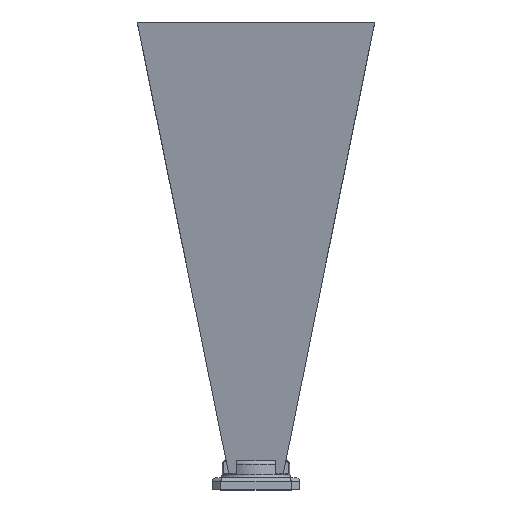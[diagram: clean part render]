
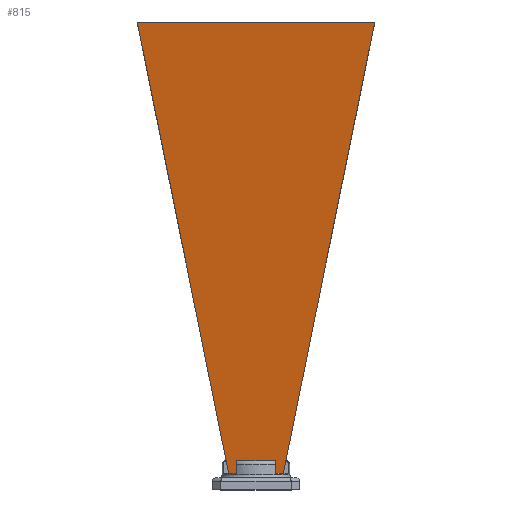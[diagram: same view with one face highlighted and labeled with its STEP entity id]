
A CAD part, top view. The second image highlights one B-rep face of the part: STEP entity #815.
In plain terms, the highlighted planar face has unit normal (0, -0.166, 0.986).
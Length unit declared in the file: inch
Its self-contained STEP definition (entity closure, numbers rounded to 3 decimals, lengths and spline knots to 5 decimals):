
#39 = ORIENTED_EDGE ( 'NONE', *, *, #1842, .T. ) ;
#106 = CARTESIAN_POINT ( 'NONE',  ( 0.467, 0.2835, 0.25135 ) ) ;
#150 = VERTEX_POINT ( 'NONE', #1535 ) ;
#157 = EDGE_CURVE ( 'NONE', #634, #1152, #197, .T. ) ;
#182 = CARTESIAN_POINT ( 'NONE',  ( -0.332, 0.2835, 0.25135 ) ) ;
#197 = LINE ( 'NONE', #2073, #2132 ) ;
#259 = DIRECTION ( 'NONE',  ( 0., 0.986, 0.166 ) ) ;
#274 = VERTEX_POINT ( 'NONE', #348 ) ;
#315 = CARTESIAN_POINT ( 'NONE',  ( 2.02978, 7.98907, 1.552 ) ) ;
#340 = ORIENTED_EDGE ( 'NONE', *, *, #910, .T. ) ;
#348 = CARTESIAN_POINT ( 'NONE',  ( -0.332, 0.5, 0.28789 ) ) ;
#362 = CARTESIAN_POINT ( 'NONE',  ( 0.332, 0.43804, 0.27743 ) ) ;
#375 = CARTESIAN_POINT ( 'NONE',  ( 0.332, 0.5, 0.28789 ) ) ;
#384 = CARTESIAN_POINT ( 'NONE',  ( -0.332, 0.2835, 0.25135 ) ) ;
#402 = ORIENTED_EDGE ( 'NONE', *, *, #923, .T. ) ;
#597 = EDGE_CURVE ( 'NONE', #2133, #614, #1486, .T. ) ;
#614 = VERTEX_POINT ( 'NONE', #384 ) ;
#634 = VERTEX_POINT ( 'NONE', #703 ) ;
#646 = CARTESIAN_POINT ( 'NONE',  ( 0.8015, 1.93282, 0.52974 ) ) ;
#649 = LINE ( 'NONE', #1066, #1680 ) ;
#703 = CARTESIAN_POINT ( 'NONE',  ( 0.332, 0.2835, 0.25135 ) ) ;
#787 = CARTESIAN_POINT ( 'NONE',  ( -1.11035, 0.5, 0.28789 ) ) ;
#815 = ADVANCED_FACE ( 'NONE', ( #1384 ), #2084, .F. ) ;
#823 = VECTOR ( 'NONE', #956, 39.37008 ) ;
#830 = VECTOR ( 'NONE', #1795, 39.37008 ) ;
#896 = LINE ( 'NONE', #2125, #985 ) ;
#910 = EDGE_CURVE ( 'NONE', #2053, #150, #1281, .T. ) ;
#912 = EDGE_LOOP ( 'NONE', ( #402, #930, #39, #1582, #914, #1313, #1418, #340 ) ) ;
#914 = ORIENTED_EDGE ( 'NONE', *, *, #1025, .T. ) ;
#923 = EDGE_CURVE ( 'NONE', #150, #2133, #896, .T. ) ;
#930 = ORIENTED_EDGE ( 'NONE', *, *, #597, .T. ) ;
#943 = CARTESIAN_POINT ( 'NONE',  ( 9.16548, 0.2835, 0.25135 ) ) ;
#956 = DIRECTION ( 'NONE',  ( -1., 0., 0. ) ) ;
#978 = DIRECTION ( 'NONE',  ( 1., 0., 0. ) ) ;
#985 = VECTOR ( 'NONE', #1451, 39.37008 ) ;
#993 = VERTEX_POINT ( 'NONE', #375 ) ;
#1025 = EDGE_CURVE ( 'NONE', #993, #634, #2096, .T. ) ;
#1066 = CARTESIAN_POINT ( 'NONE',  ( -0.332, 0.43804, 0.27743 ) ) ;
#1152 = VERTEX_POINT ( 'NONE', #106 ) ;
#1245 = DIRECTION ( 'NONE',  ( 0., 0.166, -0.986 ) ) ;
#1281 = LINE ( 'NONE', #1436, #823 ) ;
#1313 = ORIENTED_EDGE ( 'NONE', *, *, #157, .T. ) ;
#1378 = DIRECTION ( 'NONE',  ( 1., 0., 0. ) ) ;
#1384 = FACE_OUTER_BOUND ( 'NONE', #912, .T. ) ;
#1418 = ORIENTED_EDGE ( 'NONE', *, *, #2063, .F. ) ;
#1436 = CARTESIAN_POINT ( 'NONE',  ( 9.16548, 7.98907, 1.552 ) ) ;
#1451 = DIRECTION ( 'NONE',  ( 0.196, -0.967, -0.163 ) ) ;
#1486 = LINE ( 'NONE', #182, #1533 ) ;
#1527 = DIRECTION ( 'NONE',  ( 0., -0.986, -0.166 ) ) ;
#1531 = AXIS2_PLACEMENT_3D ( 'NONE', #943, #1245, #259 ) ;
#1533 = VECTOR ( 'NONE', #1661, 39.37008 ) ;
#1535 = CARTESIAN_POINT ( 'NONE',  ( -2.02978, 7.98907, 1.552 ) ) ;
#1582 = ORIENTED_EDGE ( 'NONE', *, *, #2032, .T. ) ;
#1626 = LINE ( 'NONE', #646, #830 ) ;
#1661 = DIRECTION ( 'NONE',  ( 1., 0., 0. ) ) ;
#1680 = VECTOR ( 'NONE', #1714, 39.37008 ) ;
#1714 = DIRECTION ( 'NONE',  ( 0., 0.986, 0.166 ) ) ;
#1767 = LINE ( 'NONE', #787, #1887 ) ;
#1795 = DIRECTION ( 'NONE',  ( -0.196, -0.967, -0.163 ) ) ;
#1842 = EDGE_CURVE ( 'NONE', #614, #274, #649, .T. ) ;
#1887 = VECTOR ( 'NONE', #978, 39.37008 ) ;
#1985 = VECTOR ( 'NONE', #1527, 39.37008 ) ;
#2032 = EDGE_CURVE ( 'NONE', #274, #993, #1767, .T. ) ;
#2053 = VERTEX_POINT ( 'NONE', #315 ) ;
#2063 = EDGE_CURVE ( 'NONE', #2053, #1152, #1626, .T. ) ;
#2073 = CARTESIAN_POINT ( 'NONE',  ( 0.332, 0.2835, 0.25135 ) ) ;
#2078 = CARTESIAN_POINT ( 'NONE',  ( -0.467, 0.2835, 0.25135 ) ) ;
#2084 = PLANE ( 'NONE',  #1531 ) ;
#2096 = LINE ( 'NONE', #362, #1985 ) ;
#2125 = CARTESIAN_POINT ( 'NONE',  ( -0.8015, 1.93282, 0.52974 ) ) ;
#2132 = VECTOR ( 'NONE', #1378, 39.37008 ) ;
#2133 = VERTEX_POINT ( 'NONE', #2078 ) ;
